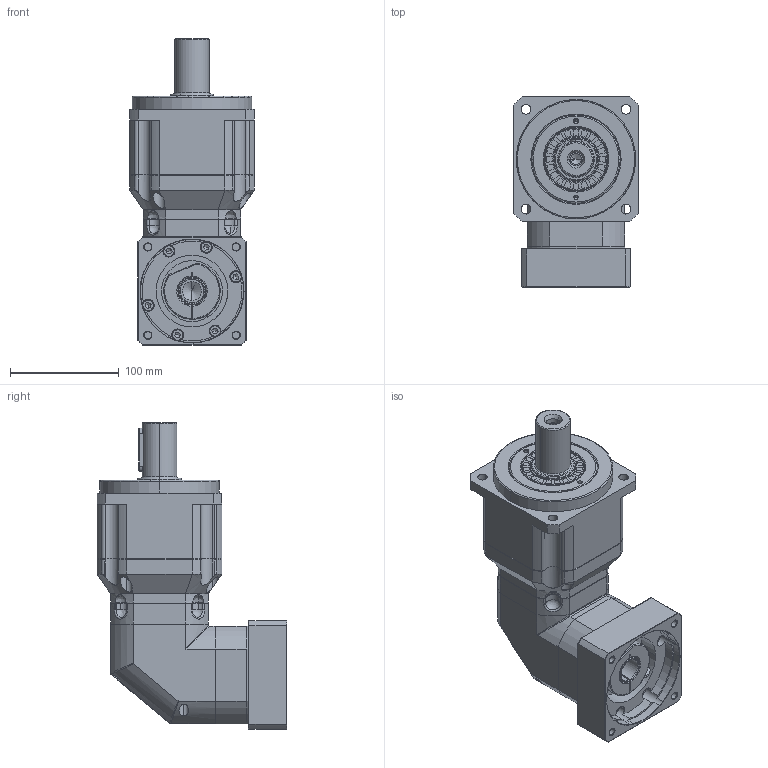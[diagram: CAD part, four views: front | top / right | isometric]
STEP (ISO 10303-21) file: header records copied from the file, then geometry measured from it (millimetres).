
FILE_DESCRIPTION (( 'STEP AP203' ), '1' );
FILE_NAME ('FABR-115M1-L2-22-95-115-M8-56.5.STEP', '2021-05-25T08:52:44', ( 'user' ), ( '' ), 'SwSTEP 2.0', 'SolidWorks 2016', '' );
FILE_SCHEMA (( 'CONFIG_CONTROL_DESIGN' ));
Length unit declared in the file: millimetre
Products named in the file (16): 怀堤傷褲极FABR090D_1; FABR-115M1-L2-22-95-115-M8-56.5; 一级直角箱体FABR090D-加螺栓; 输出内齿圈壳体FAB115D; 输入端壳体FABR090M1_1; 怀堤俴陎殤FAB115D; 隅弇覃淕杶FAB115D; 输入法兰FAB090M1-95x37.5xM8(115); す瑩10X40; 输入轴 FABR090M1-22; 蚐猾40x58X5; 输入轴锁紧环 26-52-14-加螺栓; 一级内齿圈壳体FAB090D; 楊擘耜謂蹟佪M12; M6-14; M6-14樓粟菜
Assembly tree (23 placements, depth 2):
  FABR-115M1-L2-22-95-115-M8-56.5
    输出内齿圈壳体FAB115D
    怀堤俴陎殤FAB115D
    隅弇覃淕杶FAB115D
    す瑩10X40
    蚐猾40x58X5
    一级内齿圈壳体FAB090D
    M6-14  x4
    怀堤傷褲极FABR090D_1
    一级直角箱体FABR090D-加螺栓
    输入端壳体FABR090M1_1
    输入法兰FAB090M1-95x37.5xM8(115)
    输入轴 FABR090M1-22
    输入轴锁紧环 26-52-14-加螺栓
    楊擘耜謂蹟佪M12
    M6-14樓粟菜  x6
Bounding box: 115 x 175 x 282.5 mm (x, y, z)
Volume: 1887554.9 mm3; surface area: 297472.6 mm2
Topology: 17 solids, 38 shells, 1097 faces, 2782 edges, 1764 vertices
Faces by surface type: cylinder 441, plane 391, cone 164, bspline 79, torus 20, sphere 2
Entity records: 35223 total; most frequent: CARTESIAN_POINT 11769, DIRECTION 4537, ORIENTED_EDGE 4483, EDGE_CURVE 2269, AXIS2_PLACEMENT_3D 1795, VERTEX_POINT 1458, EDGE_LOOP 1028, VECTOR 947
